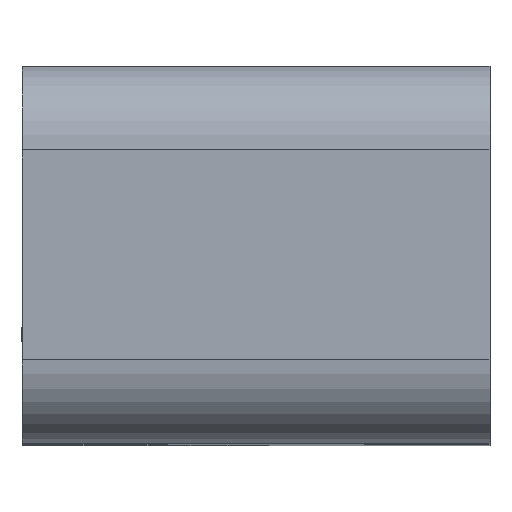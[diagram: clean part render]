
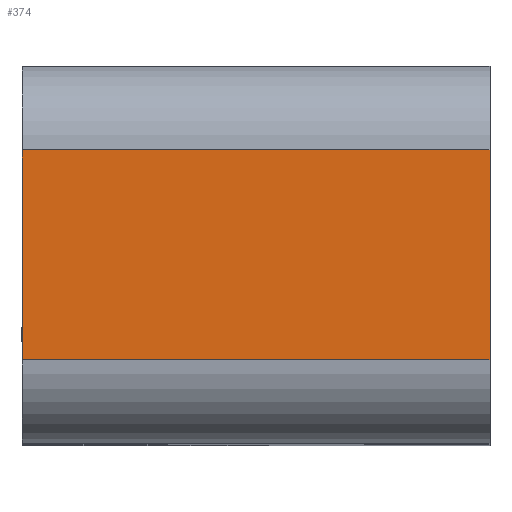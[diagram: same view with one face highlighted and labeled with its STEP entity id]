
A CAD part, top view. The second image highlights one B-rep face of the part: STEP entity #374.
In plain terms, the highlighted planar face has unit normal (0, 0, 1).
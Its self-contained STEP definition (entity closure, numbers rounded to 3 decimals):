
#21=PLANE('',#423);
#34=FACE_OUTER_BOUND('',#54,.T.);
#54=EDGE_LOOP('',(#279,#280,#281,#282));
#77=LINE('',#585,#111);
#85=LINE('',#610,#119);
#86=LINE('',#613,#120);
#87=LINE('',#614,#121);
#111=VECTOR('',#467,10.);
#119=VECTOR('',#491,10.);
#120=VECTOR('',#494,10.);
#121=VECTOR('',#495,10.);
#168=VERTEX_POINT('',#582);
#169=VERTEX_POINT('',#584);
#177=VERTEX_POINT('',#606);
#179=VERTEX_POINT('',#612);
#205=EDGE_CURVE('',#169,#168,#77,.T.);
#218=EDGE_CURVE('',#169,#177,#85,.T.);
#219=EDGE_CURVE('',#179,#168,#86,.T.);
#220=EDGE_CURVE('',#177,#179,#87,.T.);
#279=ORIENTED_EDGE('',*,*,#218,.F.);
#280=ORIENTED_EDGE('',*,*,#205,.T.);
#281=ORIENTED_EDGE('',*,*,#219,.F.);
#282=ORIENTED_EDGE('',*,*,#220,.F.);
#374=ADVANCED_FACE('',(#34),#21,.T.);
#423=AXIS2_PLACEMENT_3D('',#611,#492,#493);
#467=DIRECTION('',(0.,1.,0.));
#491=DIRECTION('',(-1.,0.,0.));
#492=DIRECTION('center_axis',(0.,0.,1.));
#493=DIRECTION('ref_axis',(1.,0.,0.));
#494=DIRECTION('',(1.,0.,0.));
#495=DIRECTION('',(0.,1.,0.));
#582=CARTESIAN_POINT('',(5.575,7.,15.));
#584=CARTESIAN_POINT('',(5.575,2.,15.));
#585=CARTESIAN_POINT('',(5.575,0.,15.));
#606=CARTESIAN_POINT('',(-5.575,2.,15.));
#610=CARTESIAN_POINT('',(-2.524,2.,15.));
#611=CARTESIAN_POINT('Origin',(-5.575,0.,15.));
#612=CARTESIAN_POINT('',(-5.575,7.,15.));
#613=CARTESIAN_POINT('',(-2.524,7.,15.));
#614=CARTESIAN_POINT('',(-5.575,0.,15.));
